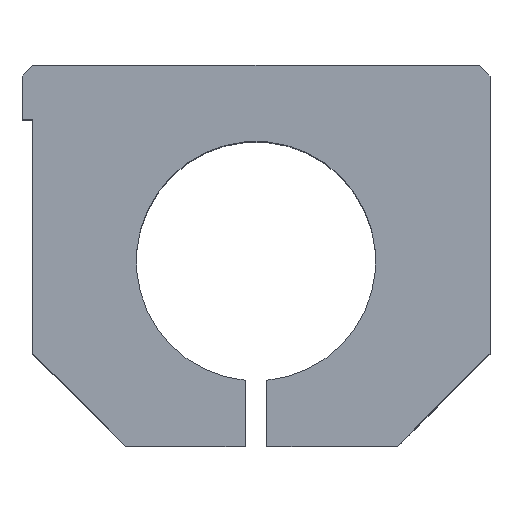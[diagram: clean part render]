
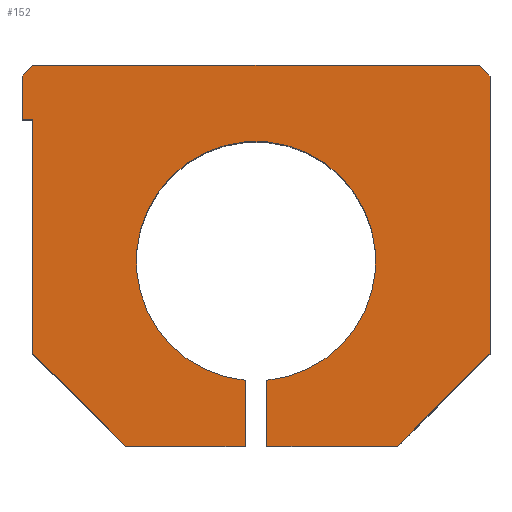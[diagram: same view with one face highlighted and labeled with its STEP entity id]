
A CAD part, top view. The second image highlights one B-rep face of the part: STEP entity #152.
In plain terms, the highlighted planar face has unit normal (0, 0, 1).
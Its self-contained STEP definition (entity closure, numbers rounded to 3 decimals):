
#152 = ADVANCED_FACE( '', ( #326 ), #327, .T. );
#326 = FACE_OUTER_BOUND( '', #500, .T. );
#327 = PLANE( '', #501 );
#500 = EDGE_LOOP( '', ( #871, #872, #873, #874, #875, #876, #877, #878, #879, #880, #881, #882, #883, #884 ) );
#501 = AXIS2_PLACEMENT_3D( '', #885, #886, #887 );
#871 = ORIENTED_EDGE( '', *, *, #1019, .F. );
#872 = ORIENTED_EDGE( '', *, *, #1029, .T. );
#873 = ORIENTED_EDGE( '', *, *, #1067, .T. );
#874 = ORIENTED_EDGE( '', *, *, #1063, .T. );
#875 = ORIENTED_EDGE( '', *, *, #1094, .T. );
#876 = ORIENTED_EDGE( '', *, *, #1090, .T. );
#877 = ORIENTED_EDGE( '', *, *, #1038, .T. );
#878 = ORIENTED_EDGE( '', *, *, #968, .T. );
#879 = ORIENTED_EDGE( '', *, *, #1095, .T. );
#880 = ORIENTED_EDGE( '', *, *, #1096, .T. );
#881 = ORIENTED_EDGE( '', *, *, #1097, .T. );
#882 = ORIENTED_EDGE( '', *, *, #972, .T. );
#883 = ORIENTED_EDGE( '', *, *, #998, .T. );
#884 = ORIENTED_EDGE( '', *, *, #1034, .T. );
#885 = CARTESIAN_POINT( '', ( 0., 0., 39. ) );
#886 = DIRECTION( '', ( 0., 0., 1. ) );
#887 = DIRECTION( '', ( 1., 0., 0. ) );
#968 = EDGE_CURVE( '', #1148, #1146, #1149, .T. );
#972 = EDGE_CURVE( '', #1155, #1152, #1156, .T. );
#998 = EDGE_CURVE( '', #1152, #1196, #1198, .T. );
#1019 = EDGE_CURVE( '', #1231, #1232, #1233, .T. );
#1029 = EDGE_CURVE( '', #1231, #1247, #1248, .T. );
#1034 = EDGE_CURVE( '', #1196, #1232, #1254, .T. );
#1038 = EDGE_CURVE( '', #1259, #1148, #1260, .T. );
#1063 = EDGE_CURVE( '', #1295, #1293, #1296, .T. );
#1067 = EDGE_CURVE( '', #1247, #1295, #1300, .T. );
#1090 = EDGE_CURVE( '', #1328, #1259, #1329, .T. );
#1094 = EDGE_CURVE( '', #1293, #1328, #1334, .T. );
#1095 = EDGE_CURVE( '', #1146, #1335, #1336, .T. );
#1096 = EDGE_CURVE( '', #1335, #1337, #1338, .T. );
#1097 = EDGE_CURVE( '', #1337, #1155, #1339, .T. );
#1146 = VERTEX_POINT( '', #1438 );
#1148 = VERTEX_POINT( '', #1441 );
#1149 = LINE( '', #1442, #1443 );
#1152 = VERTEX_POINT( '', #1447 );
#1155 = VERTEX_POINT( '', #1451 );
#1156 = LINE( '', #1452, #1453 );
#1196 = VERTEX_POINT( '', #1509 );
#1198 = LINE( '', #1512, #1513 );
#1231 = VERTEX_POINT( '', #1551 );
#1232 = VERTEX_POINT( '', #1552 );
#1233 = LINE( '', #1553, #1554 );
#1247 = VERTEX_POINT( '', #1575 );
#1248 = LINE( '', #1576, #1577 );
#1254 = CIRCLE( '', #1585, 11. );
#1259 = VERTEX_POINT( '', #1591 );
#1260 = LINE( '', #1592, #1593 );
#1293 = VERTEX_POINT( '', #1640 );
#1295 = VERTEX_POINT( '', #1643 );
#1296 = LINE( '', #1644, #1645 );
#1300 = LINE( '', #1650, #1651 );
#1328 = VERTEX_POINT( '', #1683 );
#1329 = LINE( '', #1684, #1685 );
#1334 = LINE( '', #1691, #1692 );
#1335 = VERTEX_POINT( '', #1693 );
#1336 = LINE( '', #1694, #1695 );
#1337 = VERTEX_POINT( '', #1696 );
#1338 = LINE( '', #1697, #1698 );
#1339 = LINE( '', #1699, #1700 );
#1438 = CARTESIAN_POINT( '', ( -21.5, 30., 39. ) );
#1441 = CARTESIAN_POINT( '', ( -21.5, 34., 39. ) );
#1442 = CARTESIAN_POINT( '', ( -21.5, 34., 39. ) );
#1443 = VECTOR( '', #1744, 1000. );
#1447 = CARTESIAN_POINT( '', ( -1., 0., 39. ) );
#1451 = CARTESIAN_POINT( '', ( -12., 0., 39. ) );
#1452 = CARTESIAN_POINT( '', ( -12., 0., 39. ) );
#1453 = VECTOR( '', #1747, 1000. );
#1509 = CARTESIAN_POINT( '', ( -1., 6.046, 39. ) );
#1512 = CARTESIAN_POINT( '', ( -1., 0., 39. ) );
#1513 = VECTOR( '', #1774, 1000. );
#1551 = CARTESIAN_POINT( '', ( 1., 0., 39. ) );
#1552 = CARTESIAN_POINT( '', ( 1., 6.046, 39. ) );
#1553 = CARTESIAN_POINT( '', ( 1., 0., 39. ) );
#1554 = VECTOR( '', #1807, 1000. );
#1575 = CARTESIAN_POINT( '', ( 13., 0., 39. ) );
#1576 = CARTESIAN_POINT( '', ( -12., 0., 39. ) );
#1577 = VECTOR( '', #1818, 1000. );
#1585 = AXIS2_PLACEMENT_3D( '', #1824, #1825, #1826 );
#1591 = CARTESIAN_POINT( '', ( -20.5, 35., 39. ) );
#1592 = CARTESIAN_POINT( '', ( -20.5, 35., 39. ) );
#1593 = VECTOR( '', #1831, 1000. );
#1640 = CARTESIAN_POINT( '', ( 21.5, 34., 39. ) );
#1643 = CARTESIAN_POINT( '', ( 21.5, 8.5, 39. ) );
#1644 = CARTESIAN_POINT( '', ( 21.5, 8.5, 39. ) );
#1645 = VECTOR( '', #1853, 1000. );
#1650 = CARTESIAN_POINT( '', ( 13., 0., 39. ) );
#1651 = VECTOR( '', #1858, 1000. );
#1683 = CARTESIAN_POINT( '', ( 20.5, 35., 39. ) );
#1684 = CARTESIAN_POINT( '', ( 20.5, 35., 39. ) );
#1685 = VECTOR( '', #1881, 1000. );
#1691 = CARTESIAN_POINT( '', ( 21.5, 34., 39. ) );
#1692 = VECTOR( '', #1886, 1000. );
#1693 = CARTESIAN_POINT( '', ( -20.5, 30., 39. ) );
#1694 = CARTESIAN_POINT( '', ( -21.5, 30., 39. ) );
#1695 = VECTOR( '', #1887, 1000. );
#1696 = CARTESIAN_POINT( '', ( -20.5, 8.5, 39. ) );
#1697 = CARTESIAN_POINT( '', ( -20.5, 30., 39. ) );
#1698 = VECTOR( '', #1888, 1000. );
#1699 = CARTESIAN_POINT( '', ( -20.5, 8.5, 39. ) );
#1700 = VECTOR( '', #1889, 1000. );
#1744 = DIRECTION( '', ( 0., -1., 0. ) );
#1747 = DIRECTION( '', ( 1., 0., 0. ) );
#1774 = DIRECTION( '', ( 0., 1., 0. ) );
#1807 = DIRECTION( '', ( 0., 1., 0. ) );
#1818 = DIRECTION( '', ( 1., 0., 0. ) );
#1824 = CARTESIAN_POINT( '', ( 0., 17., 39. ) );
#1825 = DIRECTION( '', ( 0., 0., -1. ) );
#1826 = DIRECTION( '', ( -1., 0., 0. ) );
#1831 = DIRECTION( '', ( -0.707, -0.707, 0. ) );
#1853 = DIRECTION( '', ( 0., 1., 0. ) );
#1858 = DIRECTION( '', ( 0.707, 0.707, 0. ) );
#1881 = DIRECTION( '', ( -1., 0., 0. ) );
#1886 = DIRECTION( '', ( -0.707, 0.707, 0. ) );
#1887 = DIRECTION( '', ( 1., 0., 0. ) );
#1888 = DIRECTION( '', ( 0., -1., 0. ) );
#1889 = DIRECTION( '', ( 0.707, -0.707, 0. ) );
